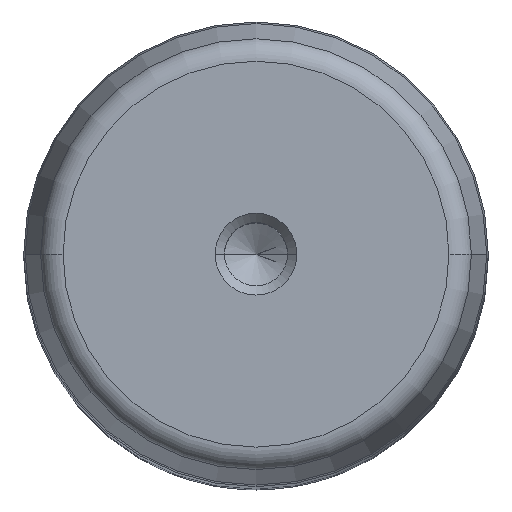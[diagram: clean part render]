
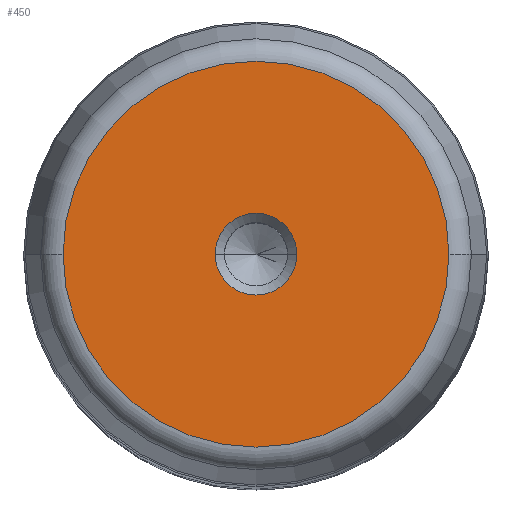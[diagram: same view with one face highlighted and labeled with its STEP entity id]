
A CAD part, top view. The second image highlights one B-rep face of the part: STEP entity #450.
In plain terms, the highlighted planar face has unit normal (0, 0, 1).
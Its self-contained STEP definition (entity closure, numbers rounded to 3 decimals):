
#302 = VERTEX_POINT ( 'NONE', #1171 ) ;
#347 = VERTEX_POINT ( 'NONE', #1436 ) ;
#367 = DIRECTION ( 'NONE',  ( 0., 0., -1. ) ) ;
#376 = CARTESIAN_POINT ( 'NONE',  ( 0., 0., 225. ) ) ;
#418 = ORIENTED_EDGE ( 'NONE', *, *, #902, .F. ) ;
#450 = ADVANCED_FACE ( 'NONE', ( #2737, #473 ), #1972, .T. ) ;
#473 = FACE_OUTER_BOUND ( 'NONE', #841, .T. ) ;
#507 = DIRECTION ( 'NONE',  ( 0., 0., 1. ) ) ;
#591 = DIRECTION ( 'NONE',  ( 1., 0., 0. ) ) ;
#598 = CARTESIAN_POINT ( 'NONE',  ( 0., 0., 225. ) ) ;
#622 = DIRECTION ( 'NONE',  ( -1., 0., 0. ) ) ;
#841 = EDGE_LOOP ( 'NONE', ( #982, #418 ) ) ;
#848 = AXIS2_PLACEMENT_3D ( 'NONE', #2562, #1311, #591 ) ;
#864 = AXIS2_PLACEMENT_3D ( 'NONE', #1230, #507, #1483 ) ;
#902 = EDGE_CURVE ( 'NONE', #347, #2796, #2380, .T. ) ;
#943 = EDGE_CURVE ( 'NONE', #2796, #347, #2924, .T. ) ;
#950 = AXIS2_PLACEMENT_3D ( 'NONE', #1628, #1377, #2144 ) ;
#982 = ORIENTED_EDGE ( 'NONE', *, *, #943, .F. ) ;
#1088 = EDGE_CURVE ( 'NONE', #2644, #302, #1147, .T. ) ;
#1107 = CIRCLE ( 'NONE', #848, 4.4 ) ;
#1147 = CIRCLE ( 'NONE', #950, 4.4 ) ;
#1171 = CARTESIAN_POINT ( 'NONE',  ( -4.4, 0., 225. ) ) ;
#1230 = CARTESIAN_POINT ( 'NONE',  ( 0., 0., 225. ) ) ;
#1311 = DIRECTION ( 'NONE',  ( 0., 0., -1. ) ) ;
#1377 = DIRECTION ( 'NONE',  ( 0., 0., -1. ) ) ;
#1436 = CARTESIAN_POINT ( 'NONE',  ( 20.763, 0., 225. ) ) ;
#1483 = DIRECTION ( 'NONE',  ( 1., 0., 0. ) ) ;
#1545 = CARTESIAN_POINT ( 'NONE',  ( 4.4, 0., 225. ) ) ;
#1597 = DIRECTION ( 'NONE',  ( 0., 0., -1. ) ) ;
#1628 = CARTESIAN_POINT ( 'NONE',  ( 0., 0., 225. ) ) ;
#1850 = CARTESIAN_POINT ( 'NONE',  ( -20.763, 0., 225. ) ) ;
#1892 = AXIS2_PLACEMENT_3D ( 'NONE', #376, #1597, #2333 ) ;
#1972 = PLANE ( 'NONE',  #864 ) ;
#1985 = ORIENTED_EDGE ( 'NONE', *, *, #2673, .T. ) ;
#2144 = DIRECTION ( 'NONE',  ( 1., 0., 0. ) ) ;
#2225 = AXIS2_PLACEMENT_3D ( 'NONE', #598, #367, #622 ) ;
#2333 = DIRECTION ( 'NONE',  ( -1., 0., 0. ) ) ;
#2380 = CIRCLE ( 'NONE', #1892, 20.763 ) ;
#2393 = EDGE_LOOP ( 'NONE', ( #2517, #1985 ) ) ;
#2517 = ORIENTED_EDGE ( 'NONE', *, *, #1088, .T. ) ;
#2562 = CARTESIAN_POINT ( 'NONE',  ( 0., 0., 225. ) ) ;
#2644 = VERTEX_POINT ( 'NONE', #1545 ) ;
#2673 = EDGE_CURVE ( 'NONE', #302, #2644, #1107, .T. ) ;
#2737 = FACE_BOUND ( 'NONE', #2393, .T. ) ;
#2796 = VERTEX_POINT ( 'NONE', #1850 ) ;
#2924 = CIRCLE ( 'NONE', #2225, 20.763 ) ;
